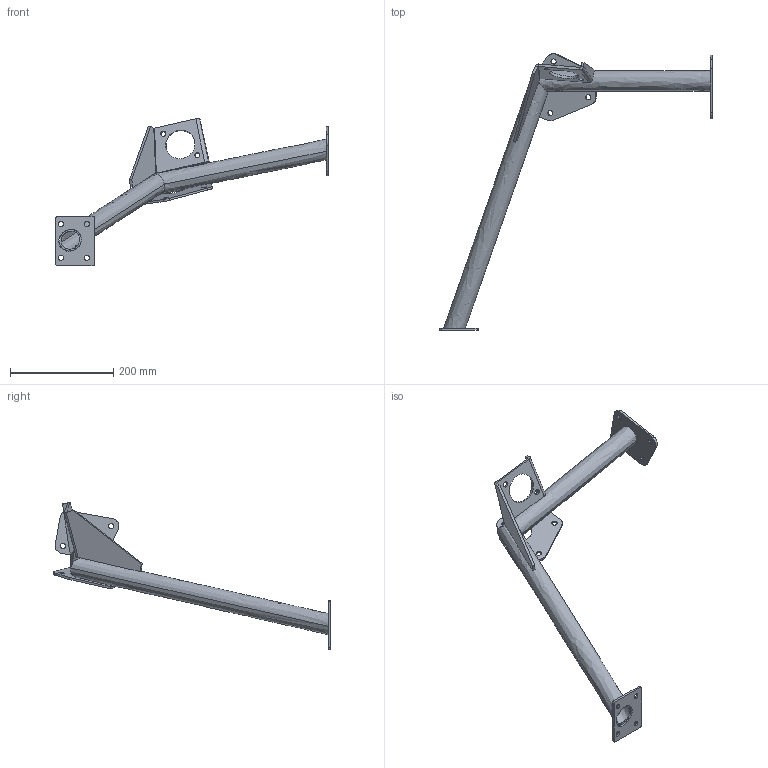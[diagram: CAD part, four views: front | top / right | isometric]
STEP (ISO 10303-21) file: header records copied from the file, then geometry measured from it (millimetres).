
FILE_DESCRIPTION(/* description */ (''),/* implementation_level */ '2;1');
FILE_NAME(/* name */ 'P7-L',/* time_stamp */ '2017-08-10T20:52:03+02:00',/* author */ (''),/* organization */ (''),/* preprocessor_version */ 'ST-DEVELOPER v15',/* originating_system */ '',/* authorisation */ '');
FILE_SCHEMA (('CONFIG_CONTROL_DESIGN'));
Length unit declared in the file: millimetre
Products named in the file (1): Document
Bounding box: 526.64 x 535 x 284.17 mm (x, y, z)
Volume: 447663.3 mm3; surface area: 288762.2 mm2
Topology: 4 solids, 5 shells, 104 faces, 283 edges, 188 vertices
Faces by surface type: bspline 62, plane 42
Entity records: 4239 total; most frequent: CARTESIAN_POINT 2402, ORIENTED_EDGE 562, EDGE_CURVE 283, VERTEX_POINT 188, B_SPLINE_CURVE_WITH_KNOTS 186, EDGE_LOOP 140, ADVANCED_FACE 104, FACE_OUTER_BOUND 104
